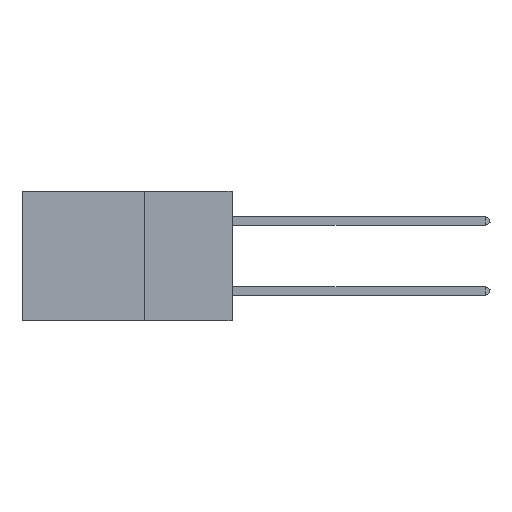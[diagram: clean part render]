
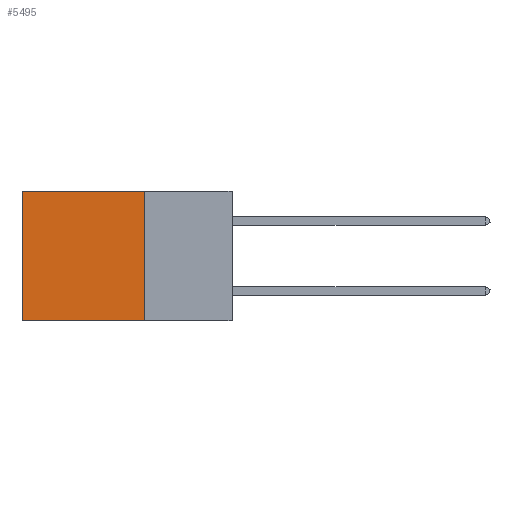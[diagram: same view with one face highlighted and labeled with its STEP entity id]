
A CAD part, left-side view. The second image highlights one B-rep face of the part: STEP entity #5495.
In plain terms, the highlighted planar face has unit normal (-1, 0, 0).
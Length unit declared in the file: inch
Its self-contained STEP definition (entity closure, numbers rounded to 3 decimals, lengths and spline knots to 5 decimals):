
#457 = CARTESIAN_POINT ( 'NONE',  ( 0.2875, 0.25, 0. ) ) ;
#612 = VERTEX_POINT ( 'NONE', #4316 ) ;
#665 = LINE ( 'NONE', #15038, #10218 ) ;
#1018 = CARTESIAN_POINT ( 'NONE',  ( 0.2875, 0.25, 0. ) ) ;
#1081 = AXIS2_PLACEMENT_3D ( 'NONE', #12473, #16169, #8820 ) ;
#2289 = EDGE_CURVE ( 'NONE', #11985, #10900, #665, .T. ) ;
#3076 = DIRECTION ( 'NONE',  ( 0., 0., -1. ) ) ;
#3343 = ORIENTED_EDGE ( 'NONE', *, *, #9621, .F. ) ;
#4225 = CARTESIAN_POINT ( 'NONE',  ( 0.2875, 0.25, 0. ) ) ;
#4250 = ORIENTED_EDGE ( 'NONE', *, *, #14809, .T. ) ;
#4316 = CARTESIAN_POINT ( 'NONE',  ( 0.2875, 0.6, 0. ) ) ;
#4415 = CARTESIAN_POINT ( 'NONE',  ( 0.2875, 0.6, 0. ) ) ;
#4439 = VERTEX_POINT ( 'NONE', #4225 ) ;
#4950 = PLANE ( 'NONE',  #1081 ) ;
#4979 = EDGE_LOOP ( 'NONE', ( #4250, #12056, #3343, #6692 ) ) ;
#5417 = LINE ( 'NONE', #1018, #11750 ) ;
#5495 = ADVANCED_FACE ( 'NONE', ( #9038 ), #4950, .F. ) ;
#6692 = ORIENTED_EDGE ( 'NONE', *, *, #15959, .T. ) ;
#7767 = LINE ( 'NONE', #457, #13978 ) ;
#8820 = DIRECTION ( 'NONE',  ( 0., 0., -1. ) ) ;
#9038 = FACE_OUTER_BOUND ( 'NONE', #4979, .T. ) ;
#9621 = EDGE_CURVE ( 'NONE', #4439, #11985, #5417, .T. ) ;
#10183 = DIRECTION ( 'NONE',  ( 0., 1., 0. ) ) ;
#10218 = VECTOR ( 'NONE', #10183, 39.37008 ) ;
#10900 = VERTEX_POINT ( 'NONE', #12278 ) ;
#11307 = DIRECTION ( 'NONE',  ( 0., 0., -1. ) ) ;
#11750 = VECTOR ( 'NONE', #11307, 39.37008 ) ;
#11868 = CARTESIAN_POINT ( 'NONE',  ( 0.2875, 0.25, -0.37 ) ) ;
#11985 = VERTEX_POINT ( 'NONE', #11868 ) ;
#12056 = ORIENTED_EDGE ( 'NONE', *, *, #2289, .F. ) ;
#12172 = VECTOR ( 'NONE', #3076, 39.37008 ) ;
#12278 = CARTESIAN_POINT ( 'NONE',  ( 0.2875, 0.6, -0.37 ) ) ;
#12473 = CARTESIAN_POINT ( 'NONE',  ( 0.2875, 0.25, 0. ) ) ;
#12557 = LINE ( 'NONE', #4415, #12172 ) ;
#13978 = VECTOR ( 'NONE', #15642, 39.37008 ) ;
#14809 = EDGE_CURVE ( 'NONE', #612, #10900, #12557, .T. ) ;
#15038 = CARTESIAN_POINT ( 'NONE',  ( 0.2875, 0.25, -0.37 ) ) ;
#15642 = DIRECTION ( 'NONE',  ( 0., 1., 0. ) ) ;
#15959 = EDGE_CURVE ( 'NONE', #4439, #612, #7767, .T. ) ;
#16169 = DIRECTION ( 'NONE',  ( 1., 0., 0. ) ) ;
